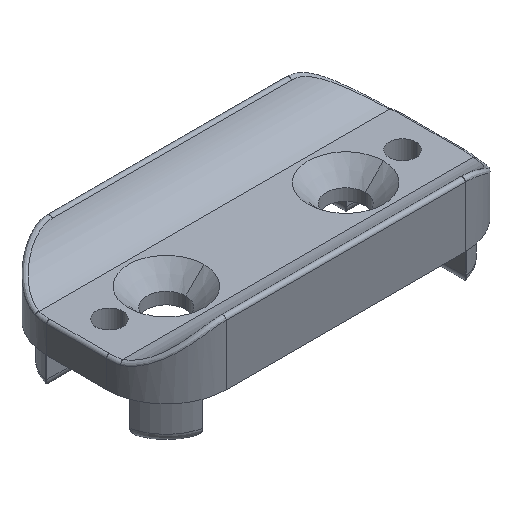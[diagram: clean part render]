
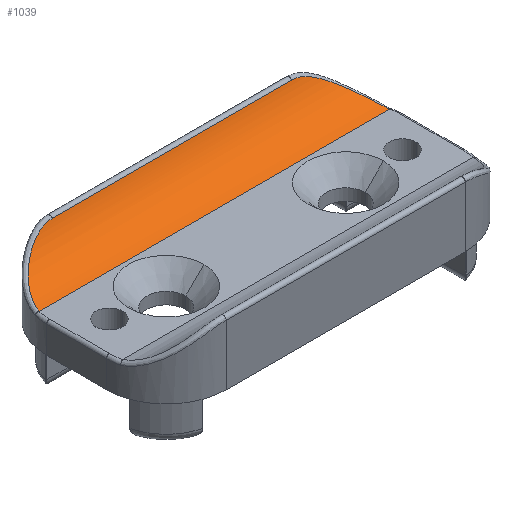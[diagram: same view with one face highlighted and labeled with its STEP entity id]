
A CAD part, isometric view. The second image highlights one B-rep face of the part: STEP entity #1039.
In plain terms, the highlighted cylindrical face has radius 10.2 mm (diameter 20.4 mm), a partial arc.
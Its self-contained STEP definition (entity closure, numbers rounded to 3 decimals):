
#496 = CARTESIAN_POINT ( 'NONE',  ( -1803.839, 2012.36, 15. ) ) ;
#498 = DIRECTION ( 'NONE',  ( 1., 0., 0. ) ) ;
#501 = DIRECTION ( 'NONE',  ( 0., 1., 0. ) ) ;
#660 = CYLINDRICAL_SURFACE ( 'NONE', #3590, 10.2 ) ;
#678 = FACE_OUTER_BOUND ( 'NONE', #968, .T. ) ;
#818 = B_SPLINE_CURVE_WITH_KNOTS ( 'NONE', 3,
 ( #3258, #3259, #3270, #3271, #3272, #3273, #3274, #3275, #3276, #3277, #3278, #3279, #3280, #3281, #3282, #3283, #3284, #3285, #3286, #3287 ),
 .UNSPECIFIED., .F., .F.,
 ( 4, 2, 2, 2, 2, 2, 2, 2, 2, 4 ),
 ( 0., 0.002, 0.003, 0.005, 0.007, 0.009, 0.01, 0.011, 0.012, 0.014 ),
 .UNSPECIFIED. ) ;
#820 = B_SPLINE_CURVE_WITH_KNOTS ( 'NONE', 3,
 ( #3267, #3269, #3290, #3291, #3292, #3293, #3294, #3295, #3296, #3297, #3298, #3299, #3300, #3301, #3303, #3304, #3305, #3306, #3308, #3310 ),
 .UNSPECIFIED., .F., .F.,
 ( 4, 2, 2, 2, 2, 2, 2, 2, 2, 4 ),
 ( 0., 0.002, 0.003, 0.003, 0.005, 0.007, 0.009, 0.01, 0.012, 0.014 ),
 .UNSPECIFIED. ) ;
#843 = VERTEX_POINT ( 'NONE', #1436 ) ;
#866 = VERTEX_POINT ( 'NONE', #1312 ) ;
#968 = EDGE_LOOP ( 'NONE', ( #2130, #2129, #2143, #2142 ) ) ;
#1039 = ADVANCED_FACE ( 'NONE', ( #678 ), #660, .F. ) ;
#1312 = CARTESIAN_POINT ( 'NONE',  ( -1744.576, 2014.37, 5. ) ) ;
#1436 = CARTESIAN_POINT ( 'NONE',  ( -1803.102, 2014.37, 5. ) ) ;
#1600 = EDGE_CURVE ( 'NONE', #843, #866, #2411, .T. ) ;
#1664 = EDGE_CURVE ( 'NONE', #2227, #2209, #2327, .T. ) ;
#1665 = EDGE_CURVE ( 'NONE', #2209, #843, #818, .T. ) ;
#1666 = EDGE_CURVE ( 'NONE', #866, #2227, #820, .T. ) ;
#2129 = ORIENTED_EDGE ( 'NONE', *, *, #1665, .T. ) ;
#2130 = ORIENTED_EDGE ( 'NONE', *, *, #1664, .T. ) ;
#2142 = ORIENTED_EDGE ( 'NONE', *, *, #1666, .T. ) ;
#2143 = ORIENTED_EDGE ( 'NONE', *, *, #1600, .T. ) ;
#2209 = VERTEX_POINT ( 'NONE', #3565 ) ;
#2227 = VERTEX_POINT ( 'NONE', #3579 ) ;
#2323 = VECTOR ( 'NONE', #3266, 1000. ) ;
#2327 = LINE ( 'NONE', #3265, #2323 ) ;
#2410 = VECTOR ( 'NONE', #3029, 1000. ) ;
#2411 = LINE ( 'NONE', #3027, #2410 ) ;
#3027 = CARTESIAN_POINT ( 'NONE',  ( -1803.839, 2014.37, 5. ) ) ;
#3029 = DIRECTION ( 'NONE',  ( 1., 0., 0. ) ) ;
#3258 = CARTESIAN_POINT ( 'NONE',  ( -1793.839, 2021.416, 10.307 ) ) ;
#3259 = CARTESIAN_POINT ( 'NONE',  ( -1794.42, 2021.416, 10.307 ) ) ;
#3265 = CARTESIAN_POINT ( 'NONE',  ( -1803.839, 2021.416, 10.307 ) ) ;
#3266 = DIRECTION ( 'NONE',  ( -1., 0., 0. ) ) ;
#3267 = CARTESIAN_POINT ( 'NONE',  ( -1744.576, 2014.37, 5. ) ) ;
#3269 = CARTESIAN_POINT ( 'NONE',  ( -1744.708, 2014.922, 5.111 ) ) ;
#3270 = CARTESIAN_POINT ( 'NONE',  ( -1794.98, 2021.366, 10.207 ) ) ;
#3271 = CARTESIAN_POINT ( 'NONE',  ( -1796.07, 2021.179, 9.871 ) ) ;
#3272 = CARTESIAN_POINT ( 'NONE',  ( -1796.578, 2021.046, 9.643 ) ) ;
#3273 = CARTESIAN_POINT ( 'NONE',  ( -1797.548, 2020.712, 9.137 ) ) ;
#3274 = CARTESIAN_POINT ( 'NONE',  ( -1798.012, 2020.51, 8.855 ) ) ;
#3275 = CARTESIAN_POINT ( 'NONE',  ( -1798.887, 2020.047, 8.285 ) ) ;
#3276 = CARTESIAN_POINT ( 'NONE',  ( -1799.3, 2019.786, 7.995 ) ) ;
#3277 = CARTESIAN_POINT ( 'NONE',  ( -1800.086, 2019.199, 7.422 ) ) ;
#3278 = CARTESIAN_POINT ( 'NONE',  ( -1800.46, 2018.874, 7.137 ) ) ;
#3279 = CARTESIAN_POINT ( 'NONE',  ( -1801.165, 2018.147, 6.588 ) ) ;
#3280 = CARTESIAN_POINT ( 'NONE',  ( -1801.489, 2017.754, 6.329 ) ) ;
#3281 = CARTESIAN_POINT ( 'NONE',  ( -1801.929, 2017.114, 5.972 ) ) ;
#3282 = CARTESIAN_POINT ( 'NONE',  ( -1802.068, 2016.893, 5.859 ) ) ;
#3283 = CARTESIAN_POINT ( 'NONE',  ( -1802.33, 2016.431, 5.644 ) ) ;
#3284 = CARTESIAN_POINT ( 'NONE',  ( -1802.453, 2016.189, 5.542 ) ) ;
#3285 = CARTESIAN_POINT ( 'NONE',  ( -1802.789, 2015.444, 5.263 ) ) ;
#3286 = CARTESIAN_POINT ( 'NONE',  ( -1802.97, 2014.922, 5.111 ) ) ;
#3287 = CARTESIAN_POINT ( 'NONE',  ( -1803.102, 2014.37, 5. ) ) ;
#3290 = CARTESIAN_POINT ( 'NONE',  ( -1744.889, 2015.444, 5.263 ) ) ;
#3291 = CARTESIAN_POINT ( 'NONE',  ( -1745.225, 2016.189, 5.542 ) ) ;
#3292 = CARTESIAN_POINT ( 'NONE',  ( -1745.349, 2016.431, 5.644 ) ) ;
#3293 = CARTESIAN_POINT ( 'NONE',  ( -1745.61, 2016.893, 5.859 ) ) ;
#3294 = CARTESIAN_POINT ( 'NONE',  ( -1745.749, 2017.114, 5.972 ) ) ;
#3295 = CARTESIAN_POINT ( 'NONE',  ( -1746.189, 2017.754, 6.329 ) ) ;
#3296 = CARTESIAN_POINT ( 'NONE',  ( -1746.513, 2018.147, 6.588 ) ) ;
#3297 = CARTESIAN_POINT ( 'NONE',  ( -1747.219, 2018.874, 7.137 ) ) ;
#3298 = CARTESIAN_POINT ( 'NONE',  ( -1747.592, 2019.199, 7.422 ) ) ;
#3299 = CARTESIAN_POINT ( 'NONE',  ( -1748.379, 2019.786, 7.995 ) ) ;
#3300 = CARTESIAN_POINT ( 'NONE',  ( -1748.792, 2020.047, 8.285 ) ) ;
#3301 = CARTESIAN_POINT ( 'NONE',  ( -1749.667, 2020.51, 8.855 ) ) ;
#3303 = CARTESIAN_POINT ( 'NONE',  ( -1750.131, 2020.712, 9.137 ) ) ;
#3304 = CARTESIAN_POINT ( 'NONE',  ( -1751.1, 2021.046, 9.643 ) ) ;
#3305 = CARTESIAN_POINT ( 'NONE',  ( -1751.609, 2021.179, 9.871 ) ) ;
#3306 = CARTESIAN_POINT ( 'NONE',  ( -1752.699, 2021.366, 10.207 ) ) ;
#3308 = CARTESIAN_POINT ( 'NONE',  ( -1753.259, 2021.416, 10.307 ) ) ;
#3310 = CARTESIAN_POINT ( 'NONE',  ( -1753.839, 2021.416, 10.307 ) ) ;
#3565 = CARTESIAN_POINT ( 'NONE',  ( -1793.839, 2021.416, 10.307 ) ) ;
#3579 = CARTESIAN_POINT ( 'NONE',  ( -1753.839, 2021.416, 10.307 ) ) ;
#3590 = AXIS2_PLACEMENT_3D ( 'NONE', #496, #498, #501 ) ;
